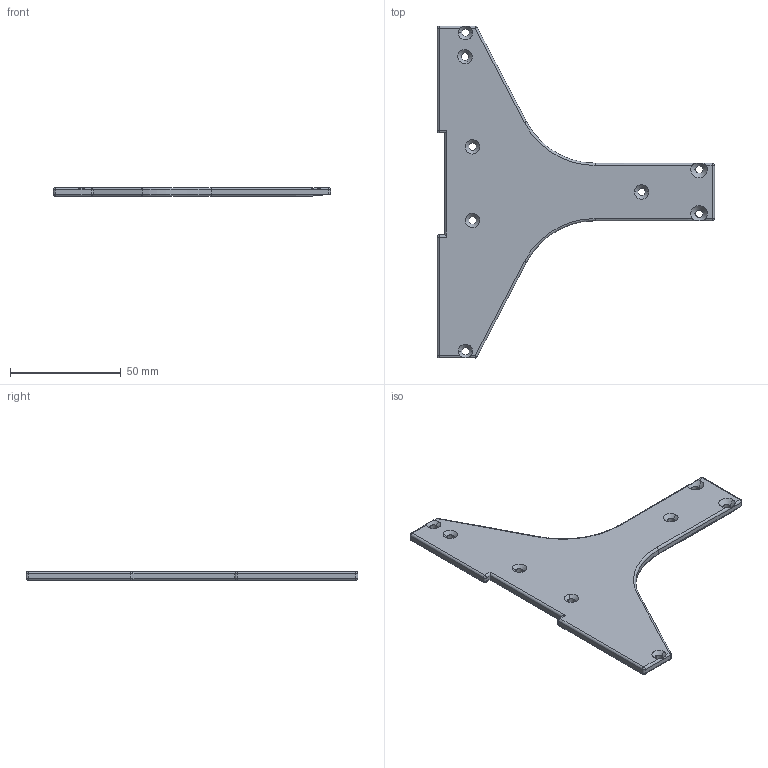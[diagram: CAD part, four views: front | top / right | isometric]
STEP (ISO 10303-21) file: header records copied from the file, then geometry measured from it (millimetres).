
FILE_DESCRIPTION(('STEP AP214'),'1');
FILE_NAME('Top Deck Front.B.6.stp','2013-08-04T21:05:36',(' '),(' '),'Spatial InterOp 3D',' ',' ');
FILE_SCHEMA(('automotive_design'));
Length unit declared in the file: millimetre
Products named in the file (1): Top Deck Front
Bounding box: 125.21 x 150 x 4 mm (x, y, z)
Volume: 28991.7 mm3; surface area: 16561.2 mm2
Topology: 1 solids, 1 shells, 99 faces, 260 edges, 145 vertices
Faces by surface type: cylinder 50, plane 15, sphere 14, cone 12, bspline 4, torus 4
Entity records: 4070 total; most frequent: CARTESIAN_POINT 840, DIRECTION 545, ORIENTED_EDGE 492, EDGE_CURVE 246, AXIS2_PLACEMENT_3D 221, VERTEX_POINT 145, CIRCLE 113, EDGE_LOOP 111
